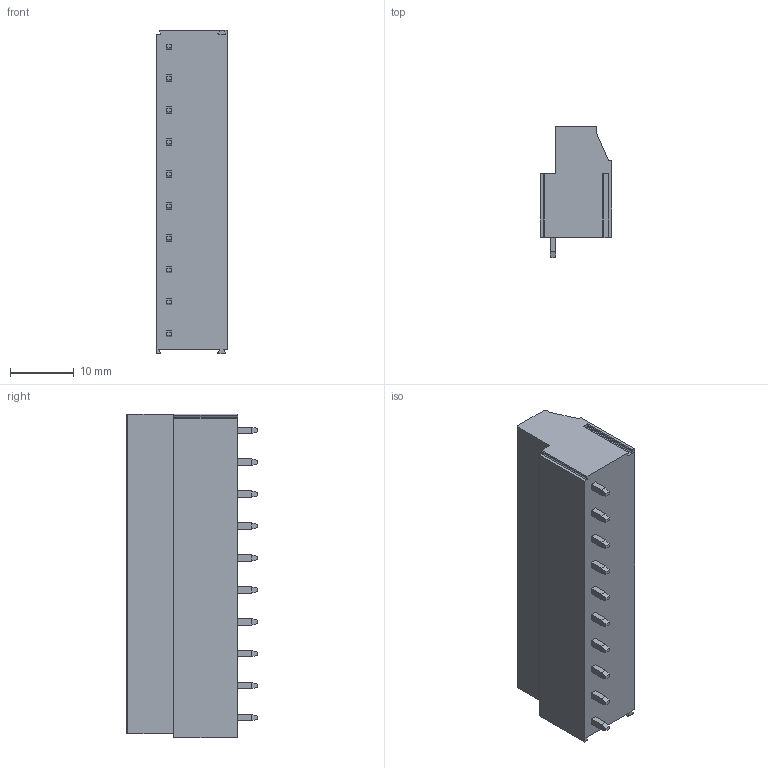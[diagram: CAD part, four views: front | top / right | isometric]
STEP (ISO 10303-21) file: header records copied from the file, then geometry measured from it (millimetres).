
FILE_DESCRIPTION((''),'2;1');
FILE_NAME('PRT0002','2025-01-08T',('sj'),(''),'PRO/ENGINEER BY PARAMETRIC TECHNOLOGY CORPORATION, 2013240','PRO/ENGINEER BY PARAMETRIC TECHNOLOGY CORPORATION, 2013240','');
FILE_SCHEMA(('AUTOMOTIVE_DESIGN_CC2 { 1 2 10303 214 -1 1 5 2 }'));
Length unit declared in the file: millimetre
Products named in the file (1): PRT0002
Bounding box: 11.2 x 20.55 x 50.65 mm (x, y, z)
Volume: 7866.3 mm3; surface area: 4296.1 mm2
Topology: 1 solids, 1 shells, 452 faces, 1070 edges, 660 vertices
Faces by surface type: plane 321, cylinder 91, cone 40
Entity records: 12756 total; most frequent: DIRECTION 2196, CARTESIAN_POINT 2182, ORIENTED_EDGE 2140, EDGE_CURVE 1070, VECTOR 848, LINE 848, AXIS2_PLACEMENT_3D 674, VERTEX_POINT 660
